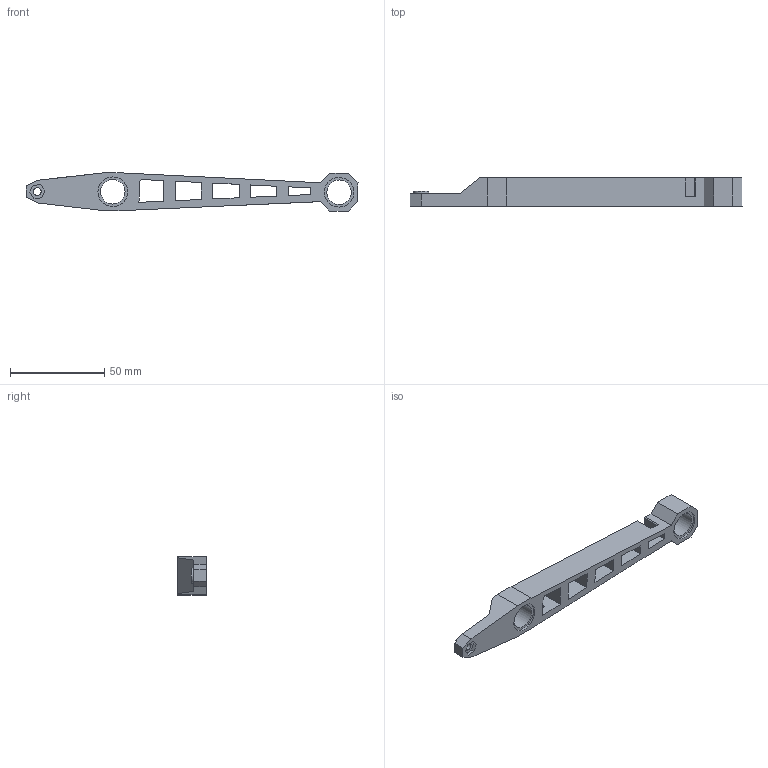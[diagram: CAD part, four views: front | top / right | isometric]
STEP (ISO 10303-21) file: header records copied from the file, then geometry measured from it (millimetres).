
FILE_DESCRIPTION(/* description */ (''),/* implementation_level */ '2;1');
FILE_NAME(/* name */ '',/* time_stamp */ '2025-07-18T09:13:48+08:00',/* author */ (''),/* organization */ (''),/* preprocessor_version */ 'ST-DEVELOPER v20.1',/* originating_system */ 'Autodesk Translation Framework v14.10.0.0',/* authorisation */ '');
FILE_SCHEMA (('AUTOMOTIVE_DESIGN { 1 0 10303 214 3 1 1 }'));
Length unit declared in the file: millimetre
Products named in the file (2): ROBOT; 零部件2
Assembly tree (1 placements, depth 2):
  ROBOT
    零部件2
Bounding box: 176.02 x 15 x 20.28 mm (x, y, z)
Volume: 23890.3 mm3; surface area: 13667.2 mm2
Topology: 1 solids, 1 shells, 74 faces, 213 edges, 142 vertices
Faces by surface type: plane 60, cylinder 14
Full cylindrical faces by diameter (mm): 4.1 x1, 8 x1, 13 x2, 15.7 x4
Entity records: 2498 total; most frequent: CARTESIAN_POINT 432, ORIENTED_EDGE 426, DIRECTION 396, EDGE_CURVE 213, LINE 184, VECTOR 184, VERTEX_POINT 142, AXIS2_PLACEMENT_3D 106
